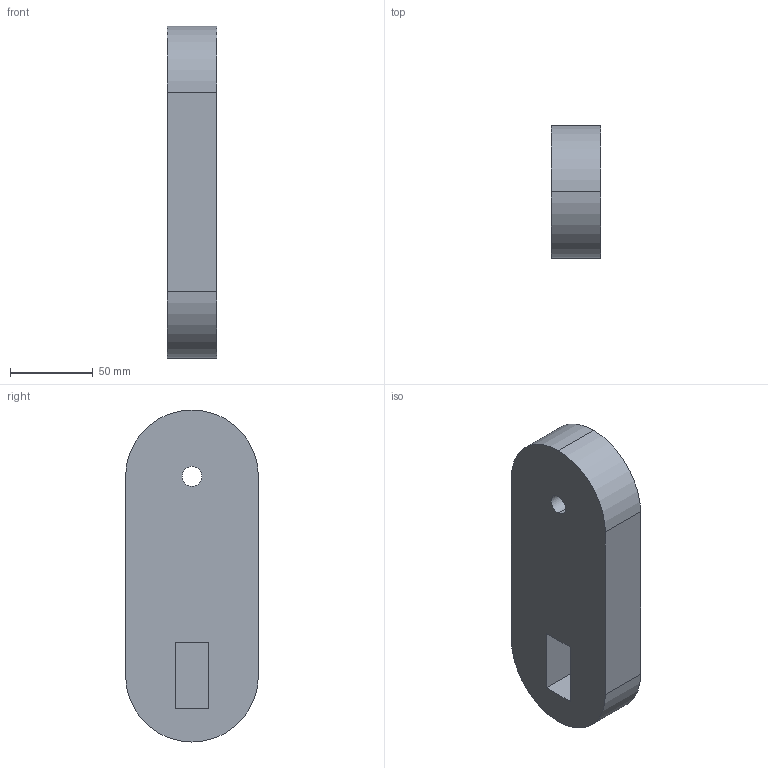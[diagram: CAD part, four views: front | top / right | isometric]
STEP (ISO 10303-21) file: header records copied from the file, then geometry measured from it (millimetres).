
FILE_DESCRIPTION (( 'STEP AP203' ), '1' );
FILE_NAME ('LINK 1_Default_sldprt.STEP', '2020-10-12T07:38:52', ( '' ), ( '' ), 'SwSTEP 2.0', 'SolidWorks 2019', '' );
FILE_SCHEMA (( 'CONFIG_CONTROL_DESIGN' ));
Length unit declared in the file: millimetre
Products named in the file (1): LINK 1_Default_sldprt
Bounding box: 30 x 80 x 200 mm (x, y, z)
Volume: 415403.5 mm3; surface area: 47897.7 mm2
Topology: 1 solids, 1 shells, 14 faces, 33 edges, 22 vertices
Faces by surface type: plane 9, cylinder 5
Entity records: 488 total; most frequent: DIRECTION 73, CARTESIAN_POINT 70, ORIENTED_EDGE 66, EDGE_CURVE 33, AXIS2_PLACEMENT_3D 25, VECTOR 23, LINE 23, VERTEX_POINT 22
